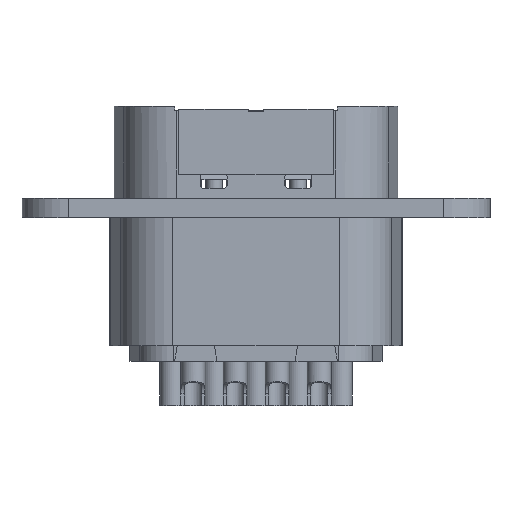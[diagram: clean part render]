
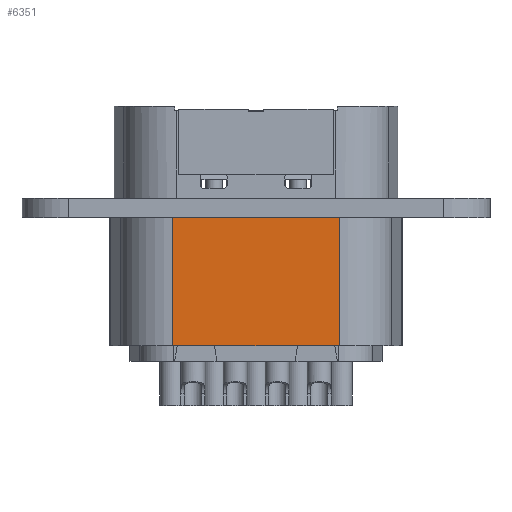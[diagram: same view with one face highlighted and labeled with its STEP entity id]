
A CAD part, front view. The second image highlights one B-rep face of the part: STEP entity #6351.
In plain terms, the highlighted planar face has unit normal (0, -1, 0).
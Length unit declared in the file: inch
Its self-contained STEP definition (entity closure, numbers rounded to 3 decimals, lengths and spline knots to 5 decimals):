
#548 = CARTESIAN_POINT ( 'NONE',  ( -0.21515, -0.21, -0.382 ) ) ;
#672 = LINE ( 'NONE', #2909, #8430 ) ;
#844 = VERTEX_POINT ( 'NONE', #2467 ) ;
#919 = LINE ( 'NONE', #9438, #12793 ) ;
#1691 = VERTEX_POINT ( 'NONE', #8659 ) ;
#2467 = CARTESIAN_POINT ( 'NONE',  ( 0.21515, -0.21, -0.382 ) ) ;
#2564 = LINE ( 'NONE', #6510, #12342 ) ;
#2881 = EDGE_CURVE ( 'NONE', #2896, #1691, #2564, .T. ) ;
#2896 = VERTEX_POINT ( 'NONE', #11601 ) ;
#2909 = CARTESIAN_POINT ( 'NONE',  ( 0.405, -0.21, -0.382 ) ) ;
#3446 = EDGE_CURVE ( 'NONE', #844, #2896, #919, .T. ) ;
#3541 = EDGE_CURVE ( 'NONE', #1691, #11204, #6638, .T. ) ;
#3611 = ORIENTED_EDGE ( 'NONE', *, *, #3541, .T. ) ;
#4327 = ORIENTED_EDGE ( 'NONE', *, *, #2881, .T. ) ;
#6351 = ADVANCED_FACE ( 'NONE', ( #12670 ), #10860, .F. ) ;
#6385 = DIRECTION ( 'NONE',  ( 0., 0., 1. ) ) ;
#6510 = CARTESIAN_POINT ( 'NONE',  ( 0.405, -0.21, -0.05 ) ) ;
#6638 = LINE ( 'NONE', #548, #11708 ) ;
#6835 = DIRECTION ( 'NONE',  ( 0., 0., 1. ) ) ;
#6949 = DIRECTION ( 'NONE',  ( -1., 0., 0. ) ) ;
#7546 = ORIENTED_EDGE ( 'NONE', *, *, #13102, .F. ) ;
#8430 = VECTOR ( 'NONE', #6949, 39.37008 ) ;
#8659 = CARTESIAN_POINT ( 'NONE',  ( -0.21515, -0.21, -0.05 ) ) ;
#9438 = CARTESIAN_POINT ( 'NONE',  ( 0.21515, -0.21, -0.382 ) ) ;
#9527 = AXIS2_PLACEMENT_3D ( 'NONE', #11891, #12897, #6835 ) ;
#9774 = ORIENTED_EDGE ( 'NONE', *, *, #3446, .T. ) ;
#10664 = DIRECTION ( 'NONE',  ( 0., 0., -1. ) ) ;
#10860 = PLANE ( 'NONE',  #9527 ) ;
#11204 = VERTEX_POINT ( 'NONE', #12729 ) ;
#11556 = DIRECTION ( 'NONE',  ( -1., 0., 0. ) ) ;
#11601 = CARTESIAN_POINT ( 'NONE',  ( 0.21515, -0.21, -0.05 ) ) ;
#11708 = VECTOR ( 'NONE', #10664, 39.37008 ) ;
#11891 = CARTESIAN_POINT ( 'NONE',  ( 0.405, -0.21, -0.382 ) ) ;
#12342 = VECTOR ( 'NONE', #11556, 39.37008 ) ;
#12670 = FACE_OUTER_BOUND ( 'NONE', #12981, .T. ) ;
#12729 = CARTESIAN_POINT ( 'NONE',  ( -0.21515, -0.21, -0.382 ) ) ;
#12793 = VECTOR ( 'NONE', #6385, 39.37008 ) ;
#12897 = DIRECTION ( 'NONE',  ( 0., 1., 0. ) ) ;
#12981 = EDGE_LOOP ( 'NONE', ( #7546, #9774, #4327, #3611 ) ) ;
#13102 = EDGE_CURVE ( 'NONE', #844, #11204, #672, .T. ) ;
